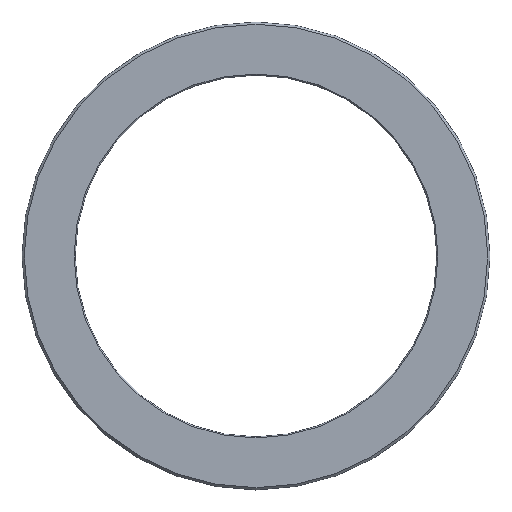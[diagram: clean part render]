
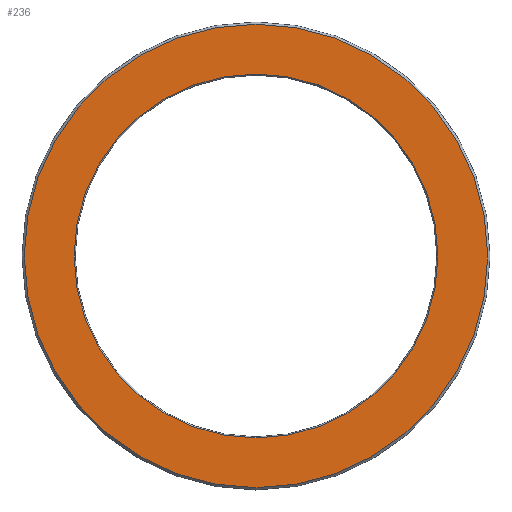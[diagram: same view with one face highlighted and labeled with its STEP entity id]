
A CAD part, top view. The second image highlights one B-rep face of the part: STEP entity #236.
In plain terms, the highlighted planar face has unit normal (0, 0, 1).
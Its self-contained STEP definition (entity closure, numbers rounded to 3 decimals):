
#13 = CIRCLE ( 'NONE', #174, 20.375 ) ;
#14 = DIRECTION ( 'NONE',  ( 0., 0., 1. ) ) ;
#59 = CARTESIAN_POINT ( 'NONE',  ( -16., 0., 1.92 ) ) ;
#61 = DIRECTION ( 'NONE',  ( 0., 0., 1. ) ) ;
#62 = EDGE_LOOP ( 'NONE', ( #419, #237 ) ) ;
#67 = DIRECTION ( 'NONE',  ( 1., 0., 0. ) ) ;
#72 = VERTEX_POINT ( 'NONE', #188 ) ;
#93 = CARTESIAN_POINT ( 'NONE',  ( 0., 0., 1.92 ) ) ;
#95 = CIRCLE ( 'NONE', #222, 16. ) ;
#106 = DIRECTION ( 'NONE',  ( 0., 0., 1. ) ) ;
#120 = CARTESIAN_POINT ( 'NONE',  ( 16., 0., 1.92 ) ) ;
#121 = CIRCLE ( 'NONE', #305, 20.375 ) ;
#127 = DIRECTION ( 'NONE',  ( 1., 0., 0. ) ) ;
#130 = DIRECTION ( 'NONE',  ( 0., 0., -1. ) ) ;
#133 = VERTEX_POINT ( 'NONE', #120 ) ;
#140 = VERTEX_POINT ( 'NONE', #162 ) ;
#162 = CARTESIAN_POINT ( 'NONE',  ( 20.375, 0., 1.92 ) ) ;
#169 = FACE_OUTER_BOUND ( 'NONE', #321, .T. ) ;
#173 = PLANE ( 'NONE',  #322 ) ;
#174 = AXIS2_PLACEMENT_3D ( 'NONE', #234, #14, #271 ) ;
#180 = EDGE_CURVE ( 'NONE', #72, #140, #13, .T. ) ;
#188 = CARTESIAN_POINT ( 'NONE',  ( -20.375, 0., 1.92 ) ) ;
#204 = CARTESIAN_POINT ( 'NONE',  ( 0., 0., 1.92 ) ) ;
#209 = VERTEX_POINT ( 'NONE', #59 ) ;
#222 = AXIS2_PLACEMENT_3D ( 'NONE', #93, #348, #275 ) ;
#234 = CARTESIAN_POINT ( 'NONE',  ( 0., 0., 1.92 ) ) ;
#236 = ADVANCED_FACE ( 'NONE', ( #406, #169 ), #173, .T. ) ;
#237 = ORIENTED_EDGE ( 'NONE', *, *, #256, .T. ) ;
#244 = DIRECTION ( 'NONE',  ( 1., 0., 0. ) ) ;
#256 = EDGE_CURVE ( 'NONE', #209, #133, #350, .T. ) ;
#271 = DIRECTION ( 'NONE',  ( 1., 0., 0. ) ) ;
#275 = DIRECTION ( 'NONE',  ( 1., 0., 0. ) ) ;
#304 = EDGE_CURVE ( 'NONE', #133, #209, #95, .T. ) ;
#305 = AXIS2_PLACEMENT_3D ( 'NONE', #459, #106, #67 ) ;
#321 = EDGE_LOOP ( 'NONE', ( #325, #339 ) ) ;
#322 = AXIS2_PLACEMENT_3D ( 'NONE', #204, #61, #244 ) ;
#325 = ORIENTED_EDGE ( 'NONE', *, *, #180, .T. ) ;
#339 = ORIENTED_EDGE ( 'NONE', *, *, #401, .T. ) ;
#348 = DIRECTION ( 'NONE',  ( 0., 0., -1. ) ) ;
#350 = CIRCLE ( 'NONE', #367, 16. ) ;
#367 = AXIS2_PLACEMENT_3D ( 'NONE', #421, #130, #127 ) ;
#401 = EDGE_CURVE ( 'NONE', #140, #72, #121, .T. ) ;
#406 = FACE_BOUND ( 'NONE', #62, .T. ) ;
#419 = ORIENTED_EDGE ( 'NONE', *, *, #304, .T. ) ;
#421 = CARTESIAN_POINT ( 'NONE',  ( 0., 0., 1.92 ) ) ;
#459 = CARTESIAN_POINT ( 'NONE',  ( 0., 0., 1.92 ) ) ;
